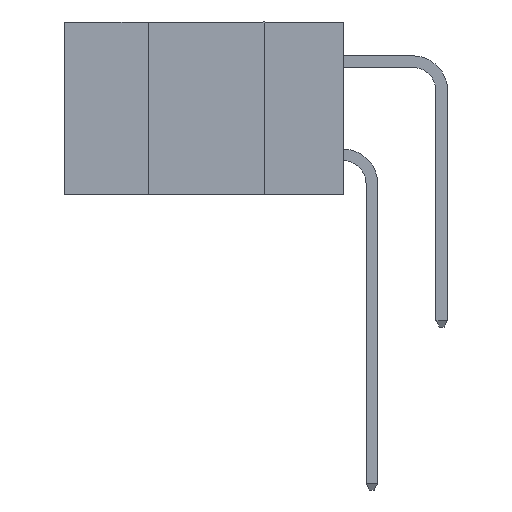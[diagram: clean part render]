
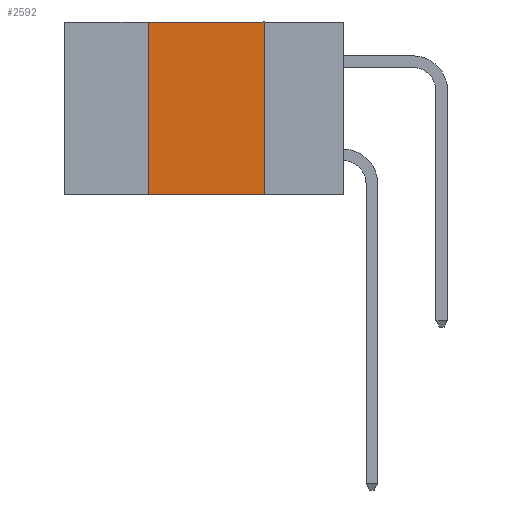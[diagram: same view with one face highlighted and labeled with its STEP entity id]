
A CAD part, left-side view. The second image highlights one B-rep face of the part: STEP entity #2592.
In plain terms, the highlighted planar face has unit normal (-1, 0, 0).
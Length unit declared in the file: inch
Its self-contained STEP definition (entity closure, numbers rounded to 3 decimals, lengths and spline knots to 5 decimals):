
#50 = EDGE_LOOP ( 'NONE', ( #2908, #6855, #10746, #13753 ) ) ;
#2115 = VECTOR ( 'NONE', #5725, 39.37008 ) ;
#2434 = VERTEX_POINT ( 'NONE', #11692 ) ;
#2592 = ADVANCED_FACE ( 'NONE', ( #5515 ), #4410, .F. ) ;
#2908 = ORIENTED_EDGE ( 'NONE', *, *, #9546, .F. ) ;
#3172 = DIRECTION ( 'NONE',  ( 1., 0., 0. ) ) ;
#3434 = VERTEX_POINT ( 'NONE', #12345 ) ;
#4187 = VERTEX_POINT ( 'NONE', #14317 ) ;
#4410 = PLANE ( 'NONE',  #12398 ) ;
#5277 = CARTESIAN_POINT ( 'NONE',  ( 0., 0.42, 0. ) ) ;
#5515 = FACE_OUTER_BOUND ( 'NONE', #50, .T. ) ;
#5522 = DIRECTION ( 'NONE',  ( 0., -1., 0. ) ) ;
#5606 = EDGE_CURVE ( 'NONE', #4187, #2434, #12234, .T. ) ;
#5717 = VECTOR ( 'NONE', #6025, 39.37008 ) ;
#5725 = DIRECTION ( 'NONE',  ( 0., 0., -1. ) ) ;
#5831 = CARTESIAN_POINT ( 'NONE',  ( 0., 0.6, -0.37 ) ) ;
#6025 = DIRECTION ( 'NONE',  ( 0., -1., 0. ) ) ;
#6333 = DIRECTION ( 'NONE',  ( 0., 0., -1. ) ) ;
#6424 = CARTESIAN_POINT ( 'NONE',  ( 0., 0.6, 0. ) ) ;
#6855 = ORIENTED_EDGE ( 'NONE', *, *, #12458, .F. ) ;
#6995 = LINE ( 'NONE', #13051, #2115 ) ;
#8621 = DIRECTION ( 'NONE',  ( 0., 0., 1. ) ) ;
#8798 = VERTEX_POINT ( 'NONE', #5277 ) ;
#9520 = EDGE_CURVE ( 'NONE', #4187, #8798, #14359, .T. ) ;
#9546 = EDGE_CURVE ( 'NONE', #3434, #2434, #6995, .T. ) ;
#10467 = VECTOR ( 'NONE', #8621, 39.37008 ) ;
#10746 = ORIENTED_EDGE ( 'NONE', *, *, #9520, .F. ) ;
#11692 = CARTESIAN_POINT ( 'NONE',  ( 0., 0.17, -0.37 ) ) ;
#12234 = LINE ( 'NONE', #5831, #15703 ) ;
#12345 = CARTESIAN_POINT ( 'NONE',  ( 0., 0.17, 0. ) ) ;
#12398 = AXIS2_PLACEMENT_3D ( 'NONE', #6424, #3172, #6333 ) ;
#12458 = EDGE_CURVE ( 'NONE', #8798, #3434, #17046, .T. ) ;
#13051 = CARTESIAN_POINT ( 'NONE',  ( 0., 0.17, -0.37 ) ) ;
#13753 = ORIENTED_EDGE ( 'NONE', *, *, #5606, .T. ) ;
#14317 = CARTESIAN_POINT ( 'NONE',  ( 0., 0.42, -0.37 ) ) ;
#14359 = LINE ( 'NONE', #14480, #10467 ) ;
#14480 = CARTESIAN_POINT ( 'NONE',  ( 0., 0.42, -0.37 ) ) ;
#14855 = CARTESIAN_POINT ( 'NONE',  ( 0., 0.6, 0. ) ) ;
#15703 = VECTOR ( 'NONE', #5522, 39.37008 ) ;
#17046 = LINE ( 'NONE', #14855, #5717 ) ;
